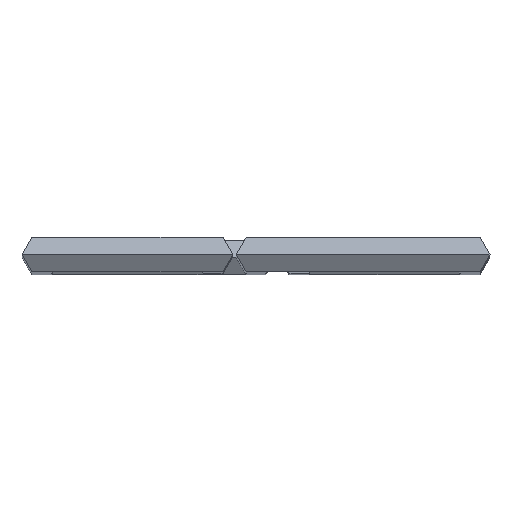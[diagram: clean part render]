
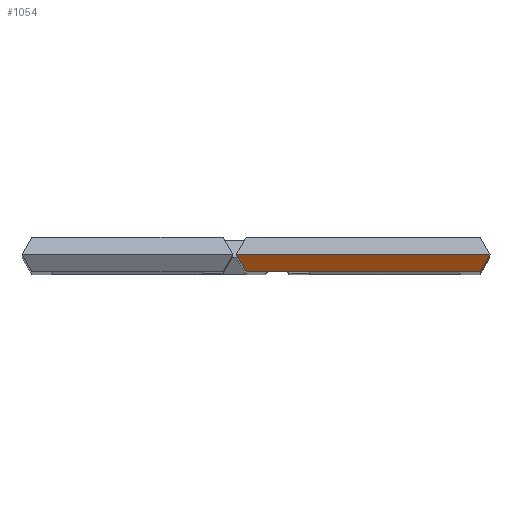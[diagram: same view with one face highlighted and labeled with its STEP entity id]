
A CAD part, top view. The second image highlights one B-rep face of the part: STEP entity #1054.
In plain terms, the highlighted planar face has unit normal (0, -0.5, 0.866).
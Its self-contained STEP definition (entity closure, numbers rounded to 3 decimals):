
#30 = PLANE ( 'NONE',  #1116 ) ;
#123 = EDGE_CURVE ( 'NONE', #741, #853, #485, .T. ) ;
#150 = VERTEX_POINT ( 'NONE', #934 ) ;
#245 = CARTESIAN_POINT ( 'NONE',  ( 106.677, -51.736, 456.677 ) ) ;
#264 = LINE ( 'NONE', #245, #427 ) ;
#268 = LINE ( 'NONE', #725, #896 ) ;
#269 = DIRECTION ( 'NONE',  ( 0., -0.5, 0.866 ) ) ;
#275 = VECTOR ( 'NONE', #478, 1000. ) ;
#279 = ORIENTED_EDGE ( 'NONE', *, *, #530, .F. ) ;
#363 = CARTESIAN_POINT ( 'NONE',  ( 183.323, -337.524, 291.677 ) ) ;
#427 = VECTOR ( 'NONE', #1182, 1000. ) ;
#478 = DIRECTION ( 'NONE',  ( -0.447, 0.775, 0.447 ) ) ;
#485 = LINE ( 'NONE', #363, #275 ) ;
#490 = DIRECTION ( 'NONE',  ( 1., 0., 0. ) ) ;
#499 = CARTESIAN_POINT ( 'NONE',  ( 136.547, 0., 486.547 ) ) ;
#528 = CARTESIAN_POINT ( 'NONE',  ( -5.774, -10., 480.774 ) ) ;
#530 = EDGE_CURVE ( 'NONE', #853, #1271, #268, .T. ) ;
#605 = FACE_OUTER_BOUND ( 'NONE', #827, .T. ) ;
#678 = CARTESIAN_POINT ( 'NONE',  ( -11.547, 0., 486.547 ) ) ;
#725 = CARTESIAN_POINT ( 'NONE',  ( -12.802, 0., 486.547 ) ) ;
#741 = VERTEX_POINT ( 'NONE', #528 ) ;
#742 = DIRECTION ( 'NONE',  ( 1., 0., 0. ) ) ;
#764 = ORIENTED_EDGE ( 'NONE', *, *, #1169, .T. ) ;
#827 = EDGE_LOOP ( 'NONE', ( #764, #874, #279, #1043 ) ) ;
#853 = VERTEX_POINT ( 'NONE', #678 ) ;
#874 = ORIENTED_EDGE ( 'NONE', *, *, #1101, .T. ) ;
#896 = VECTOR ( 'NONE', #742, 1000. ) ;
#930 = VECTOR ( 'NONE', #490, 1000. ) ;
#934 = CARTESIAN_POINT ( 'NONE',  ( 130.774, -10., 480.774 ) ) ;
#1043 = ORIENTED_EDGE ( 'NONE', *, *, #123, .F. ) ;
#1054 = ADVANCED_FACE ( 'NONE', ( #605 ), #30, .T. ) ;
#1057 = DIRECTION ( 'NONE',  ( 0., -0.866, -0.5 ) ) ;
#1066 = CARTESIAN_POINT ( 'NONE',  ( -12.802, 0., 486.547 ) ) ;
#1101 = EDGE_CURVE ( 'NONE', #150, #1271, #264, .T. ) ;
#1116 = AXIS2_PLACEMENT_3D ( 'NONE', #1066, #269, #1057 ) ;
#1163 = CARTESIAN_POINT ( 'NONE',  ( -12.802, -10., 480.774 ) ) ;
#1169 = EDGE_CURVE ( 'NONE', #741, #150, #1369, .T. ) ;
#1182 = DIRECTION ( 'NONE',  ( 0.447, 0.775, 0.447 ) ) ;
#1271 = VERTEX_POINT ( 'NONE', #499 ) ;
#1369 = LINE ( 'NONE', #1163, #930 ) ;
